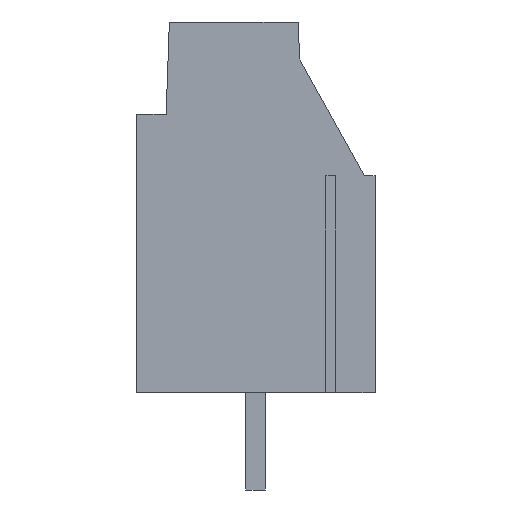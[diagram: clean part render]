
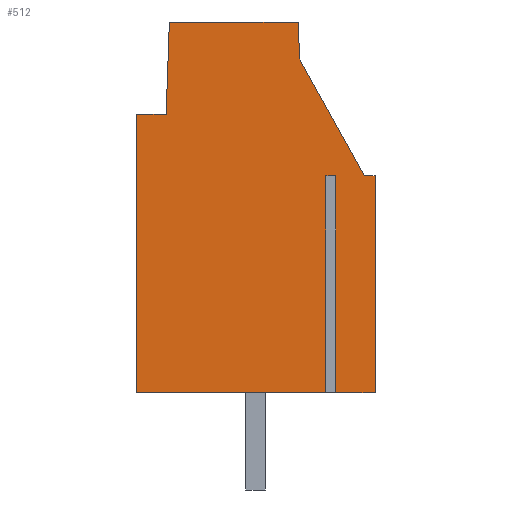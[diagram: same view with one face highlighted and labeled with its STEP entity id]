
A CAD part, left-side view. The second image highlights one B-rep face of the part: STEP entity #512.
In plain terms, the highlighted planar face has unit normal (-1, 0, 0).
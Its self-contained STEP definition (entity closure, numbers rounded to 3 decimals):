
#420=AXIS2_PLACEMENT_3D('Plane Axis2P3D',#417,#418,#419) ;
#77=CARTESIAN_POINT('Vertex',(0.,9.648,17.35)) ;
#80=CARTESIAN_POINT('Line Origine',(0.,9.574,19.475)) ;
#84=CARTESIAN_POINT('Vertex',(0.,9.5,21.6)) ;
#378=CARTESIAN_POINT('Vertex',(0.,11.,17.35)) ;
#383=CARTESIAN_POINT('Line Origine',(0.,10.324,17.35)) ;
#417=CARTESIAN_POINT('Axis2P3D Location',(0.,11.,1.3)) ;
#422=CARTESIAN_POINT('Line Origine',(0.,0.912,4.5)) ;
#426=CARTESIAN_POINT('Vertex',(0.,1.825,4.5)) ;
#428=CARTESIAN_POINT('Vertex',(0.,0.,4.5)) ;
#431=CARTESIAN_POINT('Line Origine',(0.,0.,9.5)) ;
#435=CARTESIAN_POINT('Vertex',(0.,0.,14.5)) ;
#438=CARTESIAN_POINT('Line Origine',(0.,0.25,14.5)) ;
#442=CARTESIAN_POINT('Vertex',(0.,0.5,14.5)) ;
#445=CARTESIAN_POINT('Line Origine',(0.,1.995,17.196)) ;
#449=CARTESIAN_POINT('Vertex',(0.,3.49,19.892)) ;
#452=CARTESIAN_POINT('Line Origine',(0.,3.52,20.746)) ;
#456=CARTESIAN_POINT('Vertex',(0.,3.55,21.6)) ;
#459=CARTESIAN_POINT('Line Origine',(0.,6.525,21.6)) ;
#464=CARTESIAN_POINT('Line Origine',(0.,11.,10.925)) ;
#468=CARTESIAN_POINT('Vertex',(0.,11.,4.5)) ;
#471=CARTESIAN_POINT('Line Origine',(0.,6.638,4.5)) ;
#475=CARTESIAN_POINT('Vertex',(0.,2.275,4.5)) ;
#478=CARTESIAN_POINT('Line Origine',(0.,2.275,9.5)) ;
#482=CARTESIAN_POINT('Vertex',(0.,2.275,14.5)) ;
#485=CARTESIAN_POINT('Line Origine',(0.,2.05,14.5)) ;
#489=CARTESIAN_POINT('Vertex',(0.,1.825,14.5)) ;
#492=CARTESIAN_POINT('Line Origine',(0.,1.825,9.5)) ;
#81=DIRECTION('Vector Direction',(0.,0.035,-0.999)) ;
#384=DIRECTION('Vector Direction',(0.,-1.,0.)) ;
#418=DIRECTION('Axis2P3D Direction',(-1.,0.,0.)) ;
#419=DIRECTION('Axis2P3D XDirection',(0.,-1.,0.)) ;
#423=DIRECTION('Vector Direction',(0.,1.,0.)) ;
#432=DIRECTION('Vector Direction',(0.,0.,-1.)) ;
#439=DIRECTION('Vector Direction',(0.,-1.,0.)) ;
#446=DIRECTION('Vector Direction',(0.,-0.485,-0.875)) ;
#453=DIRECTION('Vector Direction',(0.,0.035,0.999)) ;
#460=DIRECTION('Vector Direction',(0.,-1.,0.)) ;
#465=DIRECTION('Vector Direction',(0.,0.,1.)) ;
#472=DIRECTION('Vector Direction',(0.,1.,0.)) ;
#479=DIRECTION('Vector Direction',(0.,0.,1.)) ;
#486=DIRECTION('Vector Direction',(0.,-1.,0.)) ;
#493=DIRECTION('Vector Direction',(0.,0.,1.)) ;
#82=VECTOR('Line Direction',#81,1.) ;
#385=VECTOR('Line Direction',#384,1.) ;
#424=VECTOR('Line Direction',#423,1.) ;
#433=VECTOR('Line Direction',#432,1.) ;
#440=VECTOR('Line Direction',#439,1.) ;
#447=VECTOR('Line Direction',#446,1.) ;
#454=VECTOR('Line Direction',#453,1.) ;
#461=VECTOR('Line Direction',#460,1.) ;
#466=VECTOR('Line Direction',#465,1.) ;
#473=VECTOR('Line Direction',#472,1.) ;
#480=VECTOR('Line Direction',#479,1.) ;
#487=VECTOR('Line Direction',#486,1.) ;
#494=VECTOR('Line Direction',#493,1.) ;
#498=ORIENTED_EDGE('',*,*,#430,.T.) ;
#499=ORIENTED_EDGE('',*,*,#437,.T.) ;
#500=ORIENTED_EDGE('',*,*,#444,.T.) ;
#501=ORIENTED_EDGE('',*,*,#451,.T.) ;
#502=ORIENTED_EDGE('',*,*,#458,.T.) ;
#503=ORIENTED_EDGE('',*,*,#463,.T.) ;
#504=ORIENTED_EDGE('',*,*,#86,.T.) ;
#505=ORIENTED_EDGE('',*,*,#387,.T.) ;
#506=ORIENTED_EDGE('',*,*,#470,.T.) ;
#507=ORIENTED_EDGE('',*,*,#477,.T.) ;
#508=ORIENTED_EDGE('',*,*,#484,.T.) ;
#509=ORIENTED_EDGE('',*,*,#491,.F.) ;
#510=ORIENTED_EDGE('',*,*,#496,.F.) ;
#512=ADVANCED_FACE('HOUSING',(#511),#421,.T.) ;
#86=EDGE_CURVE('',#85,#78,#83,.T.) ;
#387=EDGE_CURVE('',#78,#379,#386,.F.) ;
#430=EDGE_CURVE('',#427,#429,#425,.F.) ;
#437=EDGE_CURVE('',#429,#436,#434,.F.) ;
#444=EDGE_CURVE('',#436,#443,#441,.F.) ;
#451=EDGE_CURVE('',#443,#450,#448,.F.) ;
#458=EDGE_CURVE('',#450,#457,#455,.T.) ;
#463=EDGE_CURVE('',#457,#85,#462,.F.) ;
#470=EDGE_CURVE('',#379,#469,#467,.F.) ;
#477=EDGE_CURVE('',#469,#476,#474,.F.) ;
#484=EDGE_CURVE('',#476,#483,#481,.T.) ;
#491=EDGE_CURVE('',#490,#483,#488,.F.) ;
#496=EDGE_CURVE('',#427,#490,#495,.T.) ;
#497=EDGE_LOOP('',(#498,#499,#500,#501,#502,#503,#504,#505,#506,#507,#508,#509,#510)) ;
#511=FACE_OUTER_BOUND('',#497,.T.) ;
#83=LINE('Line',#80,#82) ;
#386=LINE('Line',#383,#385) ;
#425=LINE('Line',#422,#424) ;
#434=LINE('Line',#431,#433) ;
#441=LINE('Line',#438,#440) ;
#448=LINE('Line',#445,#447) ;
#455=LINE('Line',#452,#454) ;
#462=LINE('Line',#459,#461) ;
#467=LINE('Line',#464,#466) ;
#474=LINE('Line',#471,#473) ;
#481=LINE('Line',#478,#480) ;
#488=LINE('Line',#485,#487) ;
#495=LINE('Line',#492,#494) ;
#421=PLANE('',#420) ;
#78=VERTEX_POINT('',#77) ;
#85=VERTEX_POINT('',#84) ;
#379=VERTEX_POINT('',#378) ;
#427=VERTEX_POINT('',#426) ;
#429=VERTEX_POINT('',#428) ;
#436=VERTEX_POINT('',#435) ;
#443=VERTEX_POINT('',#442) ;
#450=VERTEX_POINT('',#449) ;
#457=VERTEX_POINT('',#456) ;
#469=VERTEX_POINT('',#468) ;
#476=VERTEX_POINT('',#475) ;
#483=VERTEX_POINT('',#482) ;
#490=VERTEX_POINT('',#489) ;
